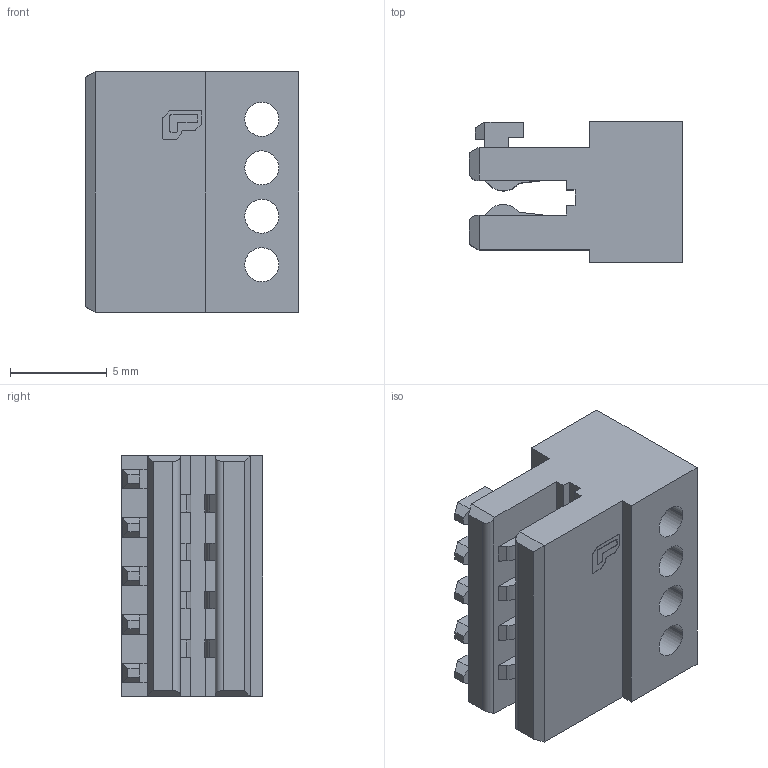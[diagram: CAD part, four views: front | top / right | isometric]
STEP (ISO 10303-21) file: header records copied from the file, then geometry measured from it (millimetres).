
FILE_DESCRIPTION(('OneSpaceDesigner STEP Export'),'2;1');
FILE_NAME('3521_04.stp','2006-01-11T15:46:02',('M Stracke EW-KS'),('Lumberg Connect GmbH'),'OneSpace Designer STEP processor for AP214 (Solid Model)','OneSpace Designer 13.20A 18-Aug-2005 (C) CoCreate Software GmbH','');
FILE_SCHEMA(('AUTOMOTIVE_DESIGN { 1 0 10303 214 1 1 1 1 }'));
Length unit declared in the file: millimetre
Products named in the file (2): 3521_04
Assembly tree (1 placements, depth 2):
  3521_04
    3521_04
Bounding box: 11 x 7.3 x 12.4 mm (x, y, z)
Volume: 670.5 mm3; surface area: 899.9 mm2
Topology: 1 solids, 1 shells, 192 faces, 504 edges, 330 vertices
Faces by surface type: plane 151, cylinder 41
Entity records: 6807 total; most frequent: ORIENTED_EDGE 1008, CARTESIAN_POINT 1005, DIRECTION 935, EDGE_CURVE 504, VECTOR 415, LINE 415, VERTEX_POINT 330, AXIS2_PLACEMENT_3D 260
